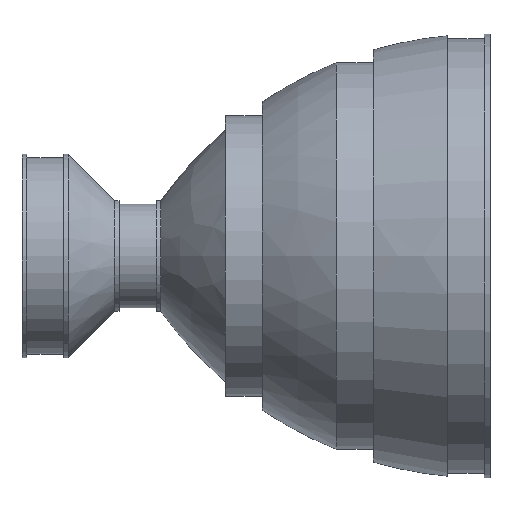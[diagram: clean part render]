
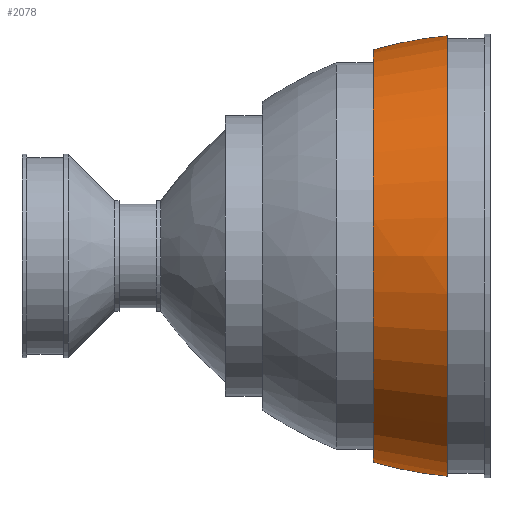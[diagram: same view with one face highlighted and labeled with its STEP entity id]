
A CAD part, top view. The second image highlights one B-rep face of the part: STEP entity #2078.
In plain terms, the highlighted free-form (B-spline) face has degree [3, 3] with [7, 4] control points.
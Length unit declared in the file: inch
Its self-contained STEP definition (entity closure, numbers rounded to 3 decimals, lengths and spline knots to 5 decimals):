
#378=CARTESIAN_POINT('',(715.,0.,0.));
#379=DIRECTION('',(1.,0.,0.));
#380=DIRECTION('',(0.,1.,0.));
#381=AXIS2_PLACEMENT_3D('',#378,#379,#380);
#388=CARTESIAN_POINT('',(774.99853,-95.14207,0.));
#389=DIRECTION('',(0.,0.,1.));
#390=DIRECTION('',(-0.093,0.996,0.));
#391=AXIS2_PLACEMENT_3D('',#388,#389,#390);
#393=CARTESIAN_POINT('',(755.,0.,0.));
#394=DIRECTION('',(1.,0.,0.));
#395=DIRECTION('',(0.,1.,0.));
#396=AXIS2_PLACEMENT_3D('',#393,#394,#395);
#398=CARTESIAN_POINT('',(774.99853,95.14207,0.));
#399=DIRECTION('',(0.,0.,-1.));
#400=DIRECTION('',(-0.093,-0.996,0.));
#401=AXIS2_PLACEMENT_3D('',#398,#399,#400);
#1221=CARTESIAN_POINT('',(755.,119.0653,0.));
#1222=CARTESIAN_POINT('',(715.,111.46121,0.));
#1223=VERTEX_POINT('',#1221);
#1224=VERTEX_POINT('',#1222);
#1287=CARTESIAN_POINT('',(755.,-119.0653,0.));
#1288=CARTESIAN_POINT('',(715.,-111.46121,0.));
#1289=VERTEX_POINT('',#1287);
#1290=VERTEX_POINT('',#1288);
#2042=CARTESIAN_POINT('',(755.81216,-118.90448,
-7.48084));
#2043=CARTESIAN_POINT('',(741.70948,-117.64425,
-7.40155));
#2044=CARTESIAN_POINT('',(727.79951,-115.00515,
-7.23551));
#2045=CARTESIAN_POINT('',(714.21724,-111.0128,
-6.98433));
#2046=CARTESIAN_POINT('',(755.81216,-123.50818,65.69281));
#2047=CARTESIAN_POINT('',(741.70948,-122.19915,64.99656));
#2048=CARTESIAN_POINT('',(727.79951,-119.45787,63.53849));
#2049=CARTESIAN_POINT('',(714.21724,-115.31094,61.33279));
#2050=CARTESIAN_POINT('',(755.81216,-73.31833,119.13958));
#2051=CARTESIAN_POINT('',(741.70948,-72.54125,117.87685));
#2052=CARTESIAN_POINT('',(727.79951,-70.91394,115.23253));
#2053=CARTESIAN_POINT('',(714.21724,-68.45219,111.23229));
#2054=CARTESIAN_POINT('',(755.81216,0.,
119.13958));
#2055=CARTESIAN_POINT('',(741.70948,0.,
117.87685));
#2056=CARTESIAN_POINT('',(727.79951,0.,
115.23253));
#2057=CARTESIAN_POINT('',(714.21724,0.,
111.23229));
#2058=CARTESIAN_POINT('',(755.81216,73.31833,119.13958));
#2059=CARTESIAN_POINT('',(741.70948,72.54125,117.87685));
#2060=CARTESIAN_POINT('',(727.79951,70.91394,115.23253));
#2061=CARTESIAN_POINT('',(714.21724,68.45219,111.23229));
#2062=CARTESIAN_POINT('',(755.81216,123.50818,65.69281));
#2063=CARTESIAN_POINT('',(741.70948,122.19915,64.99656));
#2064=CARTESIAN_POINT('',(727.79951,119.45787,63.53849));
#2065=CARTESIAN_POINT('',(714.21724,115.31094,61.33279));
#2066=CARTESIAN_POINT('',(755.81216,118.90448,-7.48084));
#2067=CARTESIAN_POINT('',(741.70948,117.64425,-7.40155));
#2068=CARTESIAN_POINT('',(727.79951,115.00515,-7.23551));
#2069=CARTESIAN_POINT('',(714.21724,111.0128,-6.98433));
#2070=(BOUNDED_SURFACE()B_SPLINE_SURFACE(3,3,((#2042,#2043,#2044,#2045),(#2046,
#2047,#2048,#2049),(#2050,#2051,#2052,#2053),(#2054,#2055,#2056,#2057),(#2058,
#2059,#2060,#2061),(#2062,#2063,#2064,#2065),(#2066,#2067,#2068,#2069)),
.UNSPECIFIED.,.F.,.F.,.F.)B_SPLINE_SURFACE_WITH_KNOTS((4,3,4),(4,4),(0.,1.,
2.),(0.,1.),.UNSPECIFIED.)GEOMETRIC_REPRESENTATION_ITEM()RATIONAL_B_SPLINE_SURFACE(((1.19,1.186,1.186,1.19),(
0.94,0.937,0.937,0.94),(
0.94,0.937,0.937,0.94),(
1.19,1.186,1.186,1.19),(
0.94,0.937,0.937,0.94),(
0.94,0.937,0.937,0.94),(
1.19,1.186,1.186,1.19)))REPRESENTATION_ITEM('')SURFACE());
#2071=ORIENTED_EDGE('',*,*,#2032,.F.);
#2073=ORIENTED_EDGE('',*,*,#2072,.T.);
#2074=ORIENTED_EDGE('',*,*,#2035,.T.);
#2075=ORIENTED_EDGE('',*,*,#1994,.F.);
#2076=EDGE_LOOP('',(#2071,#2073,#2074,#2075));
#2077=FACE_OUTER_BOUND('',#2076,.F.);
#2078=ADVANCED_FACE('',(#2077),#2070,.T.);
#382=CIRCLE('',#381,111.46121);
#392=CIRCLE('',#391,215.13889);
#397=CIRCLE('',#396,119.0653);
#402=CIRCLE('',#401,215.13889);
#1994=EDGE_CURVE('',#1224,#1290,#382,.T.);
#2032=EDGE_CURVE('',#1223,#1224,#392,.T.);
#2035=EDGE_CURVE('',#1289,#1290,#402,.T.);
#2072=EDGE_CURVE('',#1223,#1289,#397,.T.);
